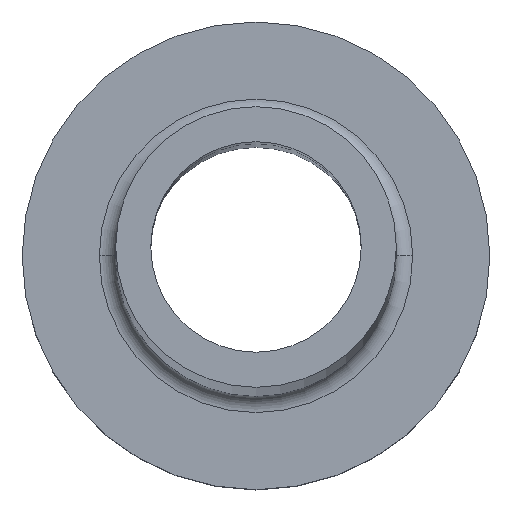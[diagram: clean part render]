
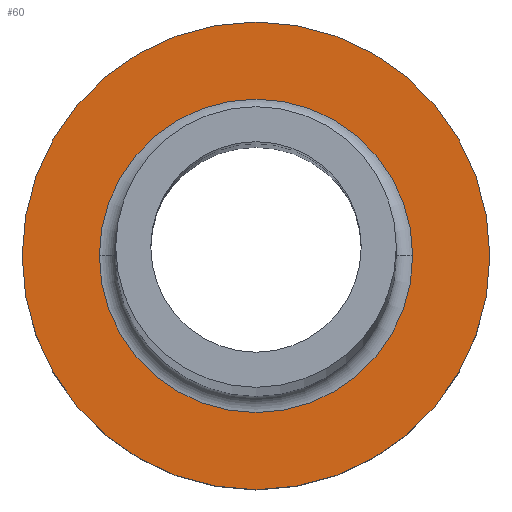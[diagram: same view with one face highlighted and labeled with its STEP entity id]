
A CAD part, top view. The second image highlights one B-rep face of the part: STEP entity #60.
In plain terms, the highlighted planar face has unit normal (0, 0, 1).
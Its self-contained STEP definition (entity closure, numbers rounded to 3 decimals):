
#10 = EDGE_CURVE ( 'NONE', #63, #329, #182, .T. ) ;
#12 = DIRECTION ( 'NONE',  ( 0., 0., -1. ) ) ;
#13 = EDGE_LOOP ( 'NONE', ( #126, #91 ) ) ;
#18 = DIRECTION ( 'NONE',  ( 0., 0., 1. ) ) ;
#23 = AXIS2_PLACEMENT_3D ( 'NONE', #320, #12, #141 ) ;
#30 = CARTESIAN_POINT ( 'NONE',  ( 0., 0., 7. ) ) ;
#32 = DIRECTION ( 'NONE',  ( 0., 0., 1. ) ) ;
#33 = FACE_OUTER_BOUND ( 'NONE', #13, .T. ) ;
#35 = AXIS2_PLACEMENT_3D ( 'NONE', #30, #32, #302 ) ;
#36 = CARTESIAN_POINT ( 'NONE',  ( 0., 0., 7. ) ) ;
#60 = ADVANCED_FACE ( 'NONE', ( #238, #33 ), #343, .T. ) ;
#62 = CARTESIAN_POINT ( 'NONE',  ( 0., 0., 7. ) ) ;
#63 = VERTEX_POINT ( 'NONE', #279 ) ;
#82 = VERTEX_POINT ( 'NONE', #108 ) ;
#85 = ORIENTED_EDGE ( 'NONE', *, *, #286, .T. ) ;
#91 = ORIENTED_EDGE ( 'NONE', *, *, #10, .T. ) ;
#96 = DIRECTION ( 'NONE',  ( 1., 0., 0. ) ) ;
#103 = CARTESIAN_POINT ( 'NONE',  ( 6.7, 0., 7. ) ) ;
#104 = CIRCLE ( 'NONE', #190, 10. ) ;
#108 = CARTESIAN_POINT ( 'NONE',  ( -6.7, 0., 7. ) ) ;
#122 = DIRECTION ( 'NONE',  ( 1., 0., 0. ) ) ;
#126 = ORIENTED_EDGE ( 'NONE', *, *, #421, .T. ) ;
#136 = CIRCLE ( 'NONE', #390, 6.7 ) ;
#141 = DIRECTION ( 'NONE',  ( 1., 0., 0. ) ) ;
#168 = DIRECTION ( 'NONE',  ( 0., 0., 1. ) ) ;
#182 = CIRCLE ( 'NONE', #35, 10. ) ;
#190 = AXIS2_PLACEMENT_3D ( 'NONE', #62, #18, #96 ) ;
#238 = FACE_BOUND ( 'NONE', #360, .T. ) ;
#274 = DIRECTION ( 'NONE',  ( 0., 0., -1. ) ) ;
#279 = CARTESIAN_POINT ( 'NONE',  ( 10., 0., 7. ) ) ;
#285 = ORIENTED_EDGE ( 'NONE', *, *, #376, .T. ) ;
#286 = EDGE_CURVE ( 'NONE', #82, #440, #379, .T. ) ;
#291 = CARTESIAN_POINT ( 'NONE',  ( 0., 0., 7. ) ) ;
#302 = DIRECTION ( 'NONE',  ( 1., 0., 0. ) ) ;
#320 = CARTESIAN_POINT ( 'NONE',  ( 0., 0., 7. ) ) ;
#329 = VERTEX_POINT ( 'NONE', #358 ) ;
#343 = PLANE ( 'NONE',  #452 ) ;
#358 = CARTESIAN_POINT ( 'NONE',  ( -10., 0., 7. ) ) ;
#360 = EDGE_LOOP ( 'NONE', ( #285, #85 ) ) ;
#376 = EDGE_CURVE ( 'NONE', #440, #82, #136, .T. ) ;
#379 = CIRCLE ( 'NONE', #23, 6.7 ) ;
#390 = AXIS2_PLACEMENT_3D ( 'NONE', #291, #274, #122 ) ;
#417 = DIRECTION ( 'NONE',  ( 1., 0., 0. ) ) ;
#421 = EDGE_CURVE ( 'NONE', #329, #63, #104, .T. ) ;
#440 = VERTEX_POINT ( 'NONE', #103 ) ;
#452 = AXIS2_PLACEMENT_3D ( 'NONE', #36, #168, #417 ) ;
